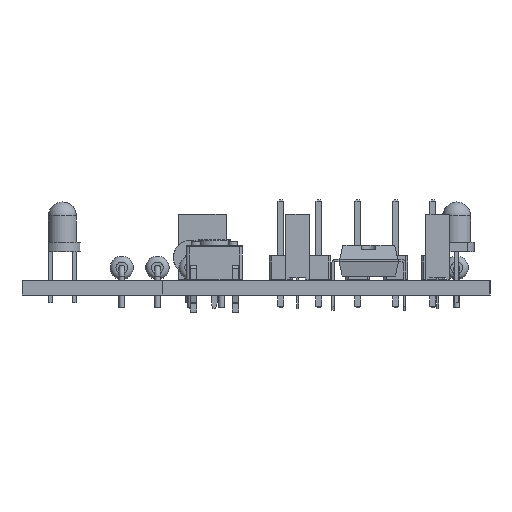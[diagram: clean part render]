
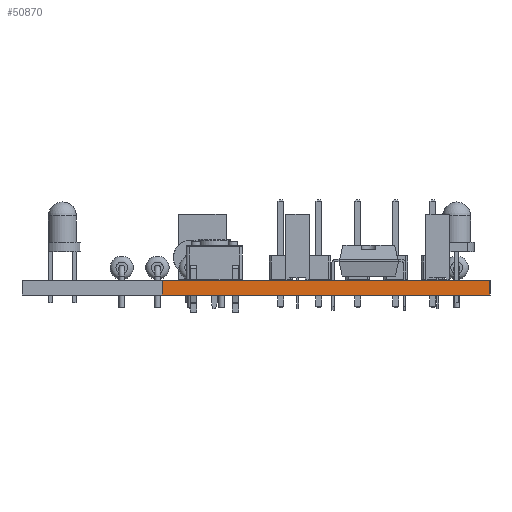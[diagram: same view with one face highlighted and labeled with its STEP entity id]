
A CAD part, left-side view. The second image highlights one B-rep face of the part: STEP entity #50870.
In plain terms, the highlighted planar face has unit normal (-1, 0, 0).
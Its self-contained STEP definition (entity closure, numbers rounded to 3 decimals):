
#43234 = PLANE('',#43235);
#43235 = AXIS2_PLACEMENT_3D('',#43236,#43237,#43238);
#43236 = CARTESIAN_POINT('',(197.487,-51.575,1.6));
#43237 = DIRECTION('',(-0.,-0.,-1.));
#43238 = DIRECTION('',(-1.,0.,0.));
#43288 = PLANE('',#43289);
#43289 = AXIS2_PLACEMENT_3D('',#43290,#43291,#43292);
#43290 = CARTESIAN_POINT('',(197.487,-51.575,0.));
#43291 = DIRECTION('',(-0.,-0.,-1.));
#43292 = DIRECTION('',(-1.,0.,0.));
#43419 = PLANE('',#43420);
#43420 = AXIS2_PLACEMENT_3D('',#43421,#43422,#43423);
#43421 = CARTESIAN_POINT('',(242.57,-75.184,0.));
#43422 = DIRECTION('',(0.,-1.,0.));
#43423 = DIRECTION('',(-1.,0.,0.));
#43458 = VERTEX_POINT('',#43459);
#43459 = CARTESIAN_POINT('',(152.4,-75.184,0.));
#43480 = EDGE_CURVE('',#43458,#43481,#43483,.T.);
#43481 = VERTEX_POINT('',#43482);
#43482 = CARTESIAN_POINT('',(152.4,-40.132,0.));
#43483 = SURFACE_CURVE('',#43484,(#43488,#43495),.PCURVE_S1.);
#43484 = LINE('',#43485,#43486);
#43485 = CARTESIAN_POINT('',(152.4,-75.184,0.));
#43486 = VECTOR('',#43487,1.);
#43487 = DIRECTION('',(0.,1.,0.));
#43488 = PCURVE('',#43288,#43489);
#43489 = DEFINITIONAL_REPRESENTATION('',(#43490),#43494);
#43490 = LINE('',#43491,#43492);
#43491 = CARTESIAN_POINT('',(45.087,-23.609));
#43492 = VECTOR('',#43493,1.);
#43493 = DIRECTION('',(0.,1.));
#43494 = ( GEOMETRIC_REPRESENTATION_CONTEXT(2) 
PARAMETRIC_REPRESENTATION_CONTEXT() REPRESENTATION_CONTEXT('2D SPACE',''
  ) );
#43495 = PCURVE('',#43496,#43501);
#43496 = PLANE('',#43497);
#43497 = AXIS2_PLACEMENT_3D('',#43498,#43499,#43500);
#43498 = CARTESIAN_POINT('',(152.4,-75.184,0.));
#43499 = DIRECTION('',(-1.,0.,0.));
#43500 = DIRECTION('',(0.,1.,0.));
#43501 = DEFINITIONAL_REPRESENTATION('',(#43502),#43506);
#43502 = LINE('',#43503,#43504);
#43503 = CARTESIAN_POINT('',(0.,0.));
#43504 = VECTOR('',#43505,1.);
#43505 = DIRECTION('',(1.,0.));
#43506 = ( GEOMETRIC_REPRESENTATION_CONTEXT(2) 
PARAMETRIC_REPRESENTATION_CONTEXT() REPRESENTATION_CONTEXT('2D SPACE',''
  ) );
#43524 = PLANE('',#43525);
#43525 = AXIS2_PLACEMENT_3D('',#43526,#43527,#43528);
#43526 = CARTESIAN_POINT('',(152.4,-40.132,0.));
#43527 = DIRECTION('',(0.,1.,0.));
#43528 = DIRECTION('',(1.,0.,0.));
#47407 = VERTEX_POINT('',#47408);
#47408 = CARTESIAN_POINT('',(152.4,-75.184,1.6));
#47429 = EDGE_CURVE('',#47407,#47430,#47432,.T.);
#47430 = VERTEX_POINT('',#47431);
#47431 = CARTESIAN_POINT('',(152.4,-40.132,1.6));
#47432 = SURFACE_CURVE('',#47433,(#47437,#47444),.PCURVE_S1.);
#47433 = LINE('',#47434,#47435);
#47434 = CARTESIAN_POINT('',(152.4,-75.184,1.6));
#47435 = VECTOR('',#47436,1.);
#47436 = DIRECTION('',(0.,1.,0.));
#47437 = PCURVE('',#43234,#47438);
#47438 = DEFINITIONAL_REPRESENTATION('',(#47439),#47443);
#47439 = LINE('',#47440,#47441);
#47440 = CARTESIAN_POINT('',(45.087,-23.609));
#47441 = VECTOR('',#47442,1.);
#47442 = DIRECTION('',(0.,1.));
#47443 = ( GEOMETRIC_REPRESENTATION_CONTEXT(2) 
PARAMETRIC_REPRESENTATION_CONTEXT() REPRESENTATION_CONTEXT('2D SPACE',''
  ) );
#47444 = PCURVE('',#43496,#47445);
#47445 = DEFINITIONAL_REPRESENTATION('',(#47446),#47450);
#47446 = LINE('',#47447,#47448);
#47447 = CARTESIAN_POINT('',(0.,-1.6));
#47448 = VECTOR('',#47449,1.);
#47449 = DIRECTION('',(1.,0.));
#47450 = ( GEOMETRIC_REPRESENTATION_CONTEXT(2) 
PARAMETRIC_REPRESENTATION_CONTEXT() REPRESENTATION_CONTEXT('2D SPACE',''
  ) );
#50822 = EDGE_CURVE('',#43458,#47407,#50823,.T.);
#50823 = SURFACE_CURVE('',#50824,(#50828,#50835),.PCURVE_S1.);
#50824 = LINE('',#50825,#50826);
#50825 = CARTESIAN_POINT('',(152.4,-75.184,0.));
#50826 = VECTOR('',#50827,1.);
#50827 = DIRECTION('',(0.,0.,1.));
#50828 = PCURVE('',#43419,#50829);
#50829 = DEFINITIONAL_REPRESENTATION('',(#50830),#50834);
#50830 = LINE('',#50831,#50832);
#50831 = CARTESIAN_POINT('',(90.17,0.));
#50832 = VECTOR('',#50833,1.);
#50833 = DIRECTION('',(0.,-1.));
#50834 = ( GEOMETRIC_REPRESENTATION_CONTEXT(2) 
PARAMETRIC_REPRESENTATION_CONTEXT() REPRESENTATION_CONTEXT('2D SPACE',''
  ) );
#50835 = PCURVE('',#43496,#50836);
#50836 = DEFINITIONAL_REPRESENTATION('',(#50837),#50841);
#50837 = LINE('',#50838,#50839);
#50838 = CARTESIAN_POINT('',(0.,0.));
#50839 = VECTOR('',#50840,1.);
#50840 = DIRECTION('',(0.,-1.));
#50841 = ( GEOMETRIC_REPRESENTATION_CONTEXT(2) 
PARAMETRIC_REPRESENTATION_CONTEXT() REPRESENTATION_CONTEXT('2D SPACE',''
  ) );
#50870 = ADVANCED_FACE('',(#50871),#43496,.T.);
#50871 = FACE_BOUND('',#50872,.T.);
#50872 = EDGE_LOOP('',(#50873,#50874,#50875,#50896));
#50873 = ORIENTED_EDGE('',*,*,#50822,.T.);
#50874 = ORIENTED_EDGE('',*,*,#47429,.T.);
#50875 = ORIENTED_EDGE('',*,*,#50876,.F.);
#50876 = EDGE_CURVE('',#43481,#47430,#50877,.T.);
#50877 = SURFACE_CURVE('',#50878,(#50882,#50889),.PCURVE_S1.);
#50878 = LINE('',#50879,#50880);
#50879 = CARTESIAN_POINT('',(152.4,-40.132,0.));
#50880 = VECTOR('',#50881,1.);
#50881 = DIRECTION('',(0.,0.,1.));
#50882 = PCURVE('',#43496,#50883);
#50883 = DEFINITIONAL_REPRESENTATION('',(#50884),#50888);
#50884 = LINE('',#50885,#50886);
#50885 = CARTESIAN_POINT('',(35.052,0.));
#50886 = VECTOR('',#50887,1.);
#50887 = DIRECTION('',(0.,-1.));
#50888 = ( GEOMETRIC_REPRESENTATION_CONTEXT(2) 
PARAMETRIC_REPRESENTATION_CONTEXT() REPRESENTATION_CONTEXT('2D SPACE',''
  ) );
#50889 = PCURVE('',#43524,#50890);
#50890 = DEFINITIONAL_REPRESENTATION('',(#50891),#50895);
#50891 = LINE('',#50892,#50893);
#50892 = CARTESIAN_POINT('',(0.,0.));
#50893 = VECTOR('',#50894,1.);
#50894 = DIRECTION('',(0.,-1.));
#50895 = ( GEOMETRIC_REPRESENTATION_CONTEXT(2) 
PARAMETRIC_REPRESENTATION_CONTEXT() REPRESENTATION_CONTEXT('2D SPACE',''
  ) );
#50896 = ORIENTED_EDGE('',*,*,#43480,.F.);
